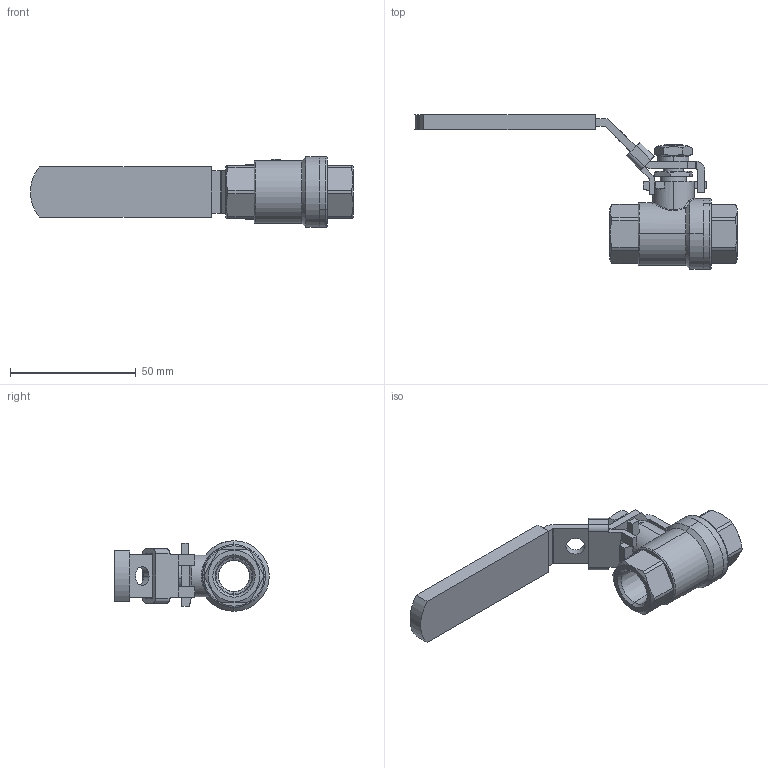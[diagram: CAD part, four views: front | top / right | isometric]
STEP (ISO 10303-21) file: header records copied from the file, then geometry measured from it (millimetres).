
FILE_DESCRIPTION (( 'STEP AP214' ), '1' );
FILE_NAME ('3-8QF278.STEP', '2024-12-24T03:45:13', ( 'Windows 蚚誧' ), ( 'Organization' ), 'SwSTEP 2.0', 'SolidWorks 2022', '' );
FILE_SCHEMA (( 'AUTOMOTIVE_DESIGN' ));
Length unit declared in the file: millimetre
Products named in the file (13): 3-8QF278; BALL SEAT; HANDLE; JOINT GASKET_3-8"; BODY; GLAND NUT_3-8  1-2"; hex thin nuts-grades ab-chamfered gb_GB_FASTENER_NUT_STNAB M8-N; BALL_3-8"; STEM PACKING_3-8"; THRUST WASHER_1-4  3-8  1-2"; CAP; GBㄞT93-1987 8; STEM
Assembly tree (13 placements, depth 2):
  3-8QF278
    BODY
    JOINT GASKET_3-8"
    CAP
    GLAND NUT_3-8  1-2"
    BALL_3-8"
    BALL SEAT  x2
    THRUST WASHER_1-4  3-8  1-2"
    STEM PACKING_3-8"
    STEM
    HANDLE
    GBㄞT93-1987 8
    hex thin nuts-grades ab-chamfered gb_GB_FASTENER_NUT_STNAB M8-N
Bounding box: 128.45 x 61.4 x 28 mm (x, y, z)
Volume: 31089.4 mm3; surface area: 23955.2 mm2
Topology: 14 solids, 14 shells, 430 faces, 1086 edges, 698 vertices
Faces by surface type: cylinder 196, plane 149, cone 62, bspline 13, torus 6, sphere 4
Entity records: 18878 total; most frequent: CARTESIAN_POINT 8766, ORIENTED_EDGE 2106, DIRECTION 1912, EDGE_CURVE 1053, AXIS2_PLACEMENT_3D 717, VERTEX_POINT 679, VECTOR 478, LINE 478
